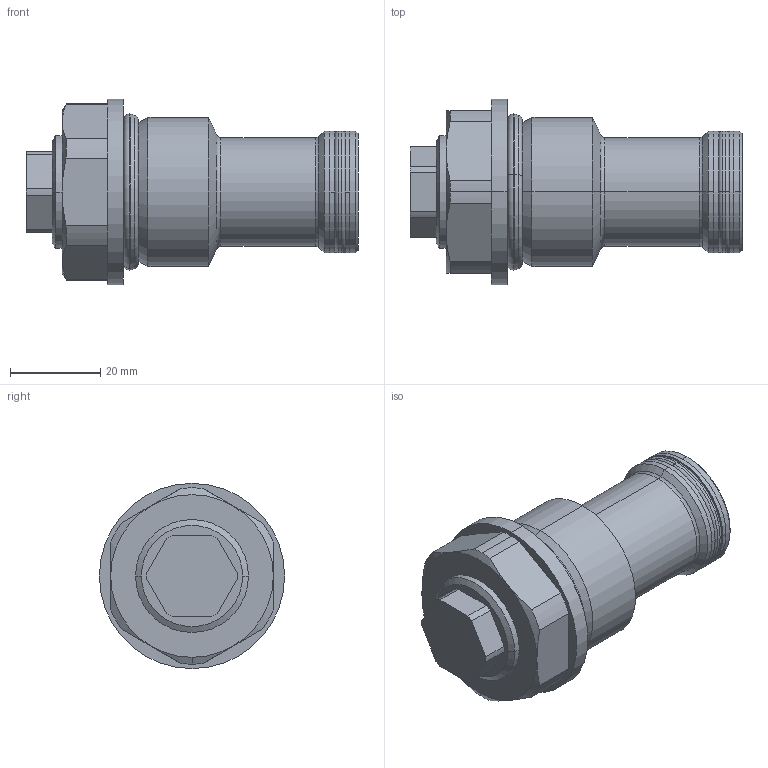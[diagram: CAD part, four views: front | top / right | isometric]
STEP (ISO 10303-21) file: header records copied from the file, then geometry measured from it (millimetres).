
FILE_DESCRIPTION (( 'STEP AP214' ), '1' );
FILE_NAME ('472.B4_Kunde.STEP', '2017-04-05T12:19:51', ( 'user' ), ( '' ), 'SwSTEP 2.0', 'SolidWorks 2016', '' );
FILE_SCHEMA (( 'AUTOMOTIVE_DESIGN' ));
Length unit declared in the file: millimetre
Products named in the file (1): 472.B4_Kunde
Bounding box: 73.5 x 41 x 41 mm (x, y, z)
Volume: 51939.2 mm3; surface area: 14111 mm2
Topology: 6 solids, 6 shells, 119 faces, 255 edges, 148 vertices
Faces by surface type: torus 38, cylinder 38, plane 24, cone 19
Entity records: 3384 total; most frequent: DIRECTION 645, CARTESIAN_POINT 595, ORIENTED_EDGE 510, AXIS2_PLACEMENT_3D 282, EDGE_CURVE 255, CIRCLE 162, VERTEX_POINT 148, EDGE_LOOP 125
